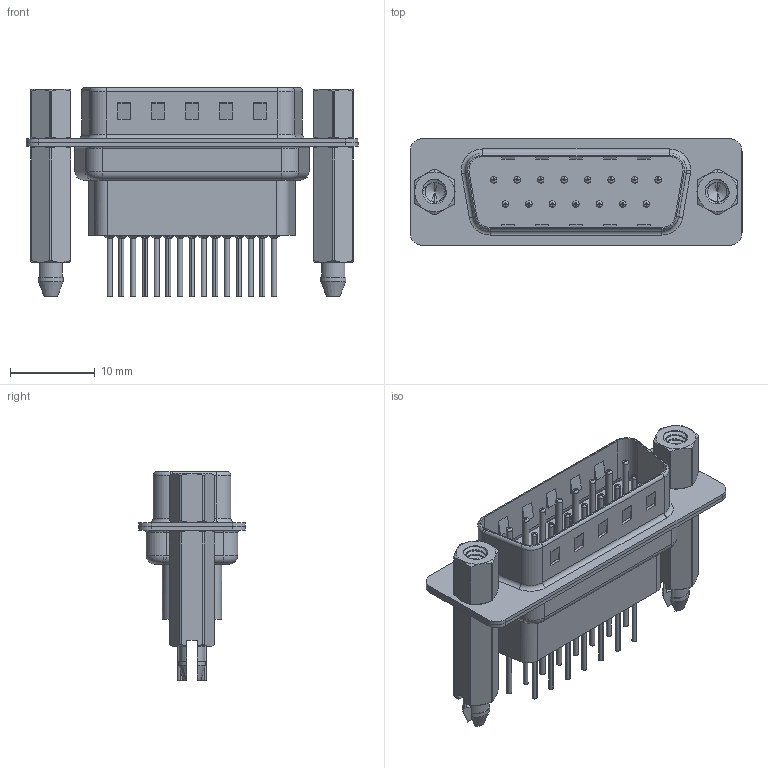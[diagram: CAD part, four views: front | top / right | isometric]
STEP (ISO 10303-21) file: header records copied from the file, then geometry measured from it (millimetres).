
FILE_DESCRIPTION (( 'STEP AP203' ), '1' );
FILE_NAME ('627-015-661-077.STEP', '2020-07-14T15:02:28', ( '' ), ( '' ), 'SwSTEP 2.0', 'SolidWorks 2020', '' );
FILE_SCHEMA (( 'CONFIG_CONTROL_DESIGN' ));
Length unit declared in the file: millimetre
Products named in the file (8): 627 Shell Rear_15 Contacts; 627 Contact Row 1_61; 627-015-661-077; 627 Contact Row 2_61; 627 4-40 Threaded Boardlock_HP61; 627 Shell Front_15 Contacts; 627 4-40 Hex Standoff; 627 Housing_15 HP
Assembly tree (22 placements, depth 2):
  627-015-661-077
    627 Housing_15 HP
    627 Shell Front_15 Contacts
    627 Shell Rear_15 Contacts
    627 Contact Row 1_61  x8
    627 Contact Row 2_61  x7
    627 4-40 Hex Standoff  x2
    627 4-40 Threaded Boardlock_HP61  x2
Bounding box: 39.15 x 12.6 x 24.6 mm (x, y, z)
Volume: 3107.7 mm3; surface area: 7976.6 mm2
Topology: 22 solids, 22 shells, 2044 faces, 5349 edges, 3373 vertices
Faces by surface type: cylinder 826, plane 553, torus 461, cone 186, bspline 18
Entity records: 28677 total; most frequent: CARTESIAN_POINT 9707, DIRECTION 3818, ORIENTED_EDGE 3710, EDGE_CURVE 1855, AXIS2_PLACEMENT_3D 1501, VERTEX_POINT 1185, EDGE_LOOP 828, VECTOR 816
